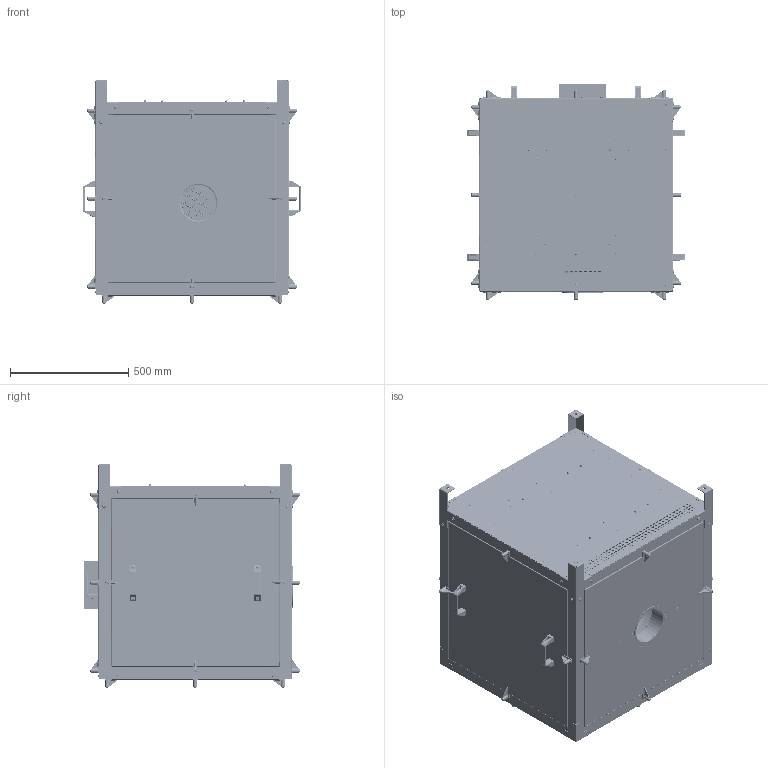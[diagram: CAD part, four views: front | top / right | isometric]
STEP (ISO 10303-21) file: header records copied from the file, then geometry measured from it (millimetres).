
FILE_DESCRIPTION(/* description */ ('814K31; 814K32 WPA-BOX-5'),/* implementation_level */ '2;1');
FILE_NAME(/* name */ 'Karta zmian ''a''\814K31; 814K32 WPA-BOX-5.stp',/* time_stamp */ '2022-05-13T09:36:59+02:00',/* author */ ('a.korpacki'),/* organization */ ('KLIMAWENT S.A.'),/* preprocessor_version */ 'ST-DEVELOPER v18.1',/* originating_system */ 'Autodesk Inventor 2021',/* authorisation */ '');
FILE_SCHEMA (('AUTOMOTIVE_DESIGN { 1 0 10303 214 3 1 1 }'));
Bounding box: 923.5 x 911.3 x 942.5 mm (x, y, z)
Volume: 139245741.8 mm3; surface area: 13993264.3 mm2
Topology: 9 solids, 9 shells, 7314 faces, 18973 edges, 11869 vertices
Faces by surface type: plane 4447, cylinder 1695, cone 508, torus 395, bspline 184, sphere 85
Full cylindrical faces by diameter (mm): 3 x18, 3.2 x3, 3.3 x13, 3.4 x21, 3.5 x66, 4 x20, 4.1 x2, 4.3 x88, 4.567 x4, 4.8 x3, 4.917 x4, 4.92 x13, 5 x11, 5.2 x7, 5.3 x7, 5.8 x4, 6 x18, 6.2 x6, 6.3 x1, 6.4 x5, 6.5 x21, 6.88 x4, 7 x12, 7.5 x2, 7.92 x8, 8 x120, 8.88 x11, 8.92 x6, 9 x25, 10 x24
Entity records: 238200 total; most frequent: CARTESIAN_POINT 51143, ORIENTED_EDGE 37678, DIRECTION 36745, EDGE_CURVE 18839, AXIS2_PLACEMENT_3D 12468, VERTEX_POINT 11869, LINE 11809, VECTOR 11809
